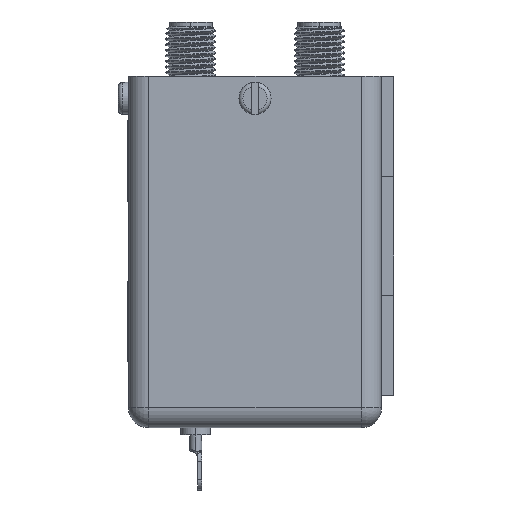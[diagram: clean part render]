
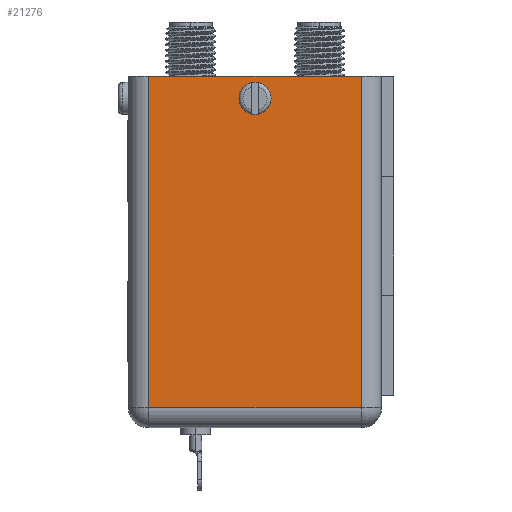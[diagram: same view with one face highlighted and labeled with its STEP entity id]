
A CAD part, left-side view. The second image highlights one B-rep face of the part: STEP entity #21276.
In plain terms, the highlighted planar face has unit normal (-1, 0, 0).
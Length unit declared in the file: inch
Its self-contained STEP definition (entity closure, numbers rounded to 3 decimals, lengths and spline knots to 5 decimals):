
#34 = VERTEX_POINT ( 'NONE', #31136 ) ;
#634 = CARTESIAN_POINT ( 'NONE',  ( -0.63, 0., -0.11 ) ) ;
#769 = DIRECTION ( 'NONE',  ( -1., 0., 0. ) ) ;
#1228 = VECTOR ( 'NONE', #14625, 39.37008 ) ;
#1339 = VERTEX_POINT ( 'NONE', #6950 ) ;
#3187 = PLANE ( 'NONE',  #22828 ) ;
#3425 = AXIS2_PLACEMENT_3D ( 'NONE', #634, #28605, #18348 ) ;
#3545 = EDGE_CURVE ( 'NONE', #34, #29756, #22582, .T. ) ;
#3746 = CARTESIAN_POINT ( 'NONE',  ( -0.63, -0.63, 0. ) ) ;
#4457 = LINE ( 'NONE', #4641, #23852 ) ;
#4641 = CARTESIAN_POINT ( 'NONE',  ( -0.63, -0.63, -1.65 ) ) ;
#4776 = CIRCLE ( 'NONE', #14529, 0.08 ) ;
#6206 = DIRECTION ( 'NONE',  ( 0., -1., 0. ) ) ;
#6950 = CARTESIAN_POINT ( 'NONE',  ( -0.63, 0.53, -1.65 ) ) ;
#7812 = CARTESIAN_POINT ( 'NONE',  ( -0.63, -0.53, -1.65 ) ) ;
#7851 = EDGE_CURVE ( 'NONE', #29756, #34, #4776, .T. ) ;
#9398 = LINE ( 'NONE', #3746, #12143 ) ;
#10606 = CARTESIAN_POINT ( 'NONE',  ( -0.63, -0.63, -1.75 ) ) ;
#11688 = CARTESIAN_POINT ( 'NONE',  ( -0.63, 0.53, 0. ) ) ;
#12092 = DIRECTION ( 'NONE',  ( 0., 0., 1. ) ) ;
#12143 = VECTOR ( 'NONE', #6206, 39.37008 ) ;
#12427 = FACE_OUTER_BOUND ( 'NONE', #30305, .T. ) ;
#13008 = EDGE_CURVE ( 'NONE', #13870, #1339, #26776, .T. ) ;
#13749 = DIRECTION ( 'NONE',  ( 0., 0., -1. ) ) ;
#13870 = VERTEX_POINT ( 'NONE', #11688 ) ;
#14529 = AXIS2_PLACEMENT_3D ( 'NONE', #32454, #24715, #12092 ) ;
#14625 = DIRECTION ( 'NONE',  ( 0., 0., 1. ) ) ;
#14756 = VERTEX_POINT ( 'NONE', #7812 ) ;
#15919 = CARTESIAN_POINT ( 'NONE',  ( -0.63, -0.53, 0. ) ) ;
#16411 = ORIENTED_EDGE ( 'NONE', *, *, #23913, .F. ) ;
#16813 = FACE_BOUND ( 'NONE', #29439, .T. ) ;
#17069 = DIRECTION ( 'NONE',  ( 0., -1., 0. ) ) ;
#17796 = EDGE_CURVE ( 'NONE', #14756, #21267, #29760, .T. ) ;
#18348 = DIRECTION ( 'NONE',  ( 0., 0., 1. ) ) ;
#19844 = ORIENTED_EDGE ( 'NONE', *, *, #30684, .T. ) ;
#20060 = VECTOR ( 'NONE', #13749, 39.37008 ) ;
#20851 = ORIENTED_EDGE ( 'NONE', *, *, #17796, .T. ) ;
#21267 = VERTEX_POINT ( 'NONE', #15919 ) ;
#21276 = ADVANCED_FACE ( 'NONE', ( #16813, #12427 ), #3187, .T. ) ;
#22582 = CIRCLE ( 'NONE', #3425, 0.08 ) ;
#22650 = CARTESIAN_POINT ( 'NONE',  ( -0.63, 0., -0.03 ) ) ;
#22828 = AXIS2_PLACEMENT_3D ( 'NONE', #10606, #769, #23234 ) ;
#23234 = DIRECTION ( 'NONE',  ( 0., 0., 1. ) ) ;
#23852 = VECTOR ( 'NONE', #17069, 39.37008 ) ;
#23913 = EDGE_CURVE ( 'NONE', #13870, #21267, #9398, .T. ) ;
#24694 = CARTESIAN_POINT ( 'NONE',  ( -0.63, -0.53, -1.75 ) ) ;
#24715 = DIRECTION ( 'NONE',  ( -1., 0., 0. ) ) ;
#26776 = LINE ( 'NONE', #31359, #20060 ) ;
#27298 = ORIENTED_EDGE ( 'NONE', *, *, #7851, .F. ) ;
#28296 = ORIENTED_EDGE ( 'NONE', *, *, #3545, .F. ) ;
#28605 = DIRECTION ( 'NONE',  ( -1., 0., 0. ) ) ;
#29439 = EDGE_LOOP ( 'NONE', ( #28296, #27298 ) ) ;
#29756 = VERTEX_POINT ( 'NONE', #22650 ) ;
#29760 = LINE ( 'NONE', #24694, #1228 ) ;
#30305 = EDGE_LOOP ( 'NONE', ( #19844, #20851, #16411, #31167 ) ) ;
#30684 = EDGE_CURVE ( 'NONE', #1339, #14756, #4457, .T. ) ;
#31136 = CARTESIAN_POINT ( 'NONE',  ( -0.63, 0., -0.19 ) ) ;
#31167 = ORIENTED_EDGE ( 'NONE', *, *, #13008, .T. ) ;
#31359 = CARTESIAN_POINT ( 'NONE',  ( -0.63, 0.53, -1.75 ) ) ;
#32454 = CARTESIAN_POINT ( 'NONE',  ( -0.63, 0., -0.11 ) ) ;
